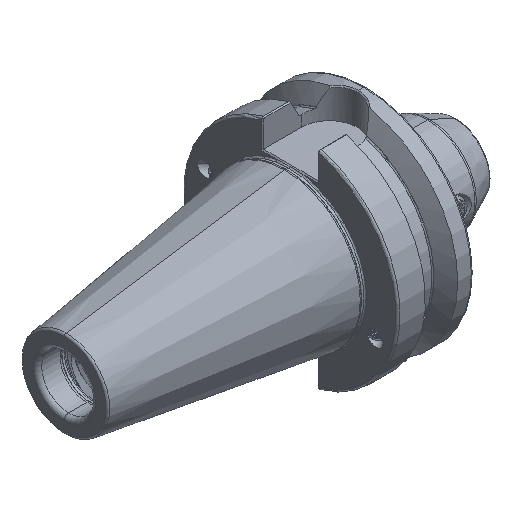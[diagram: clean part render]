
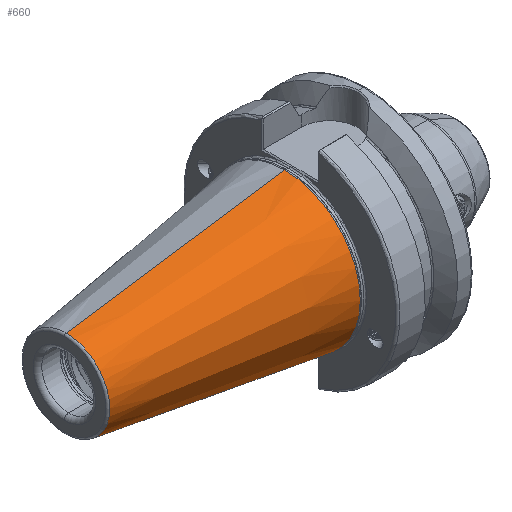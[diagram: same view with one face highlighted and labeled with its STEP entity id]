
A CAD part, isometric view. The second image highlights one B-rep face of the part: STEP entity #660.
In plain terms, the highlighted conical face has half-angle 8.297 degrees and reference radius 34.998 mm.
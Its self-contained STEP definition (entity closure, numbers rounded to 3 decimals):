
#165 = AXIS2_PLACEMENT_3D ( 'NONE', #5667, #5656, #5687 ) ;
#167 = AXIS2_PLACEMENT_3D ( 'NONE', #5766, #5788, #5776 ) ;
#660 = ADVANCED_FACE ( 'NONE', ( #13653 ), #13613, .T. ) ;
#3348 = EDGE_CURVE ( 'NONE', #8307, #8365, #13885, .T. ) ;
#3365 = EDGE_CURVE ( 'NONE', #8329, #8331, #13861, .T. ) ;
#3662 = CARTESIAN_POINT ( 'NONE',  ( -103.944, 0., 20.204 ) ) ;
#3726 = CARTESIAN_POINT ( 'NONE',  ( -103.944, 0., -20.204 ) ) ;
#3738 = CARTESIAN_POINT ( 'NONE',  ( -2.5, 0., -34.998 ) ) ;
#3752 = CARTESIAN_POINT ( 'NONE',  ( -2.5, 0., 34.998 ) ) ;
#5241 = EDGE_CURVE ( 'NONE', #8307, #8329, #8791, .T. ) ;
#5245 = EDGE_CURVE ( 'NONE', #8365, #8331, #8770, .T. ) ;
#5656 = DIRECTION ( 'NONE',  ( 1., 0., 0. ) ) ;
#5667 = CARTESIAN_POINT ( 'NONE',  ( -103.944, 0., 0. ) ) ;
#5687 = DIRECTION ( 'NONE',  ( 0., 0., -1. ) ) ;
#5766 = CARTESIAN_POINT ( 'NONE',  ( -2.5, 0., 0. ) ) ;
#5776 = DIRECTION ( 'NONE',  ( 0., 0., -1. ) ) ;
#5788 = DIRECTION ( 'NONE',  ( 1., 0., 0. ) ) ;
#6739 = CARTESIAN_POINT ( 'NONE',  ( -2.5, 0., -34.998 ) ) ;
#6765 = DIRECTION ( 'NONE',  ( 0.99, 0., -0.144 ) ) ;
#7858 = AXIS2_PLACEMENT_3D ( 'NONE', #11253, #11260, #11247 ) ;
#8307 = VERTEX_POINT ( 'NONE', #3662 ) ;
#8329 = VERTEX_POINT ( 'NONE', #3752 ) ;
#8331 = VERTEX_POINT ( 'NONE', #3738 ) ;
#8365 = VERTEX_POINT ( 'NONE', #3726 ) ;
#8770 = LINE ( 'NONE', #6739, #8805 ) ;
#8791 = LINE ( 'NONE', #9724, #8793 ) ;
#8793 = VECTOR ( 'NONE', #9717, 1000. ) ;
#8805 = VECTOR ( 'NONE', #6765, 1000. ) ;
#9717 = DIRECTION ( 'NONE',  ( 0.99, 0., 0.144 ) ) ;
#9724 = CARTESIAN_POINT ( 'NONE',  ( -2.5, 0., 34.998 ) ) ;
#11247 = DIRECTION ( 'NONE',  ( 0., 0., -1. ) ) ;
#11253 = CARTESIAN_POINT ( 'NONE',  ( -2.5, 0., 0. ) ) ;
#11260 = DIRECTION ( 'NONE',  ( 1., 0., 0. ) ) ;
#13613 = CONICAL_SURFACE ( 'NONE', #7858, 34.998, 0.145 ) ;
#13653 = FACE_OUTER_BOUND ( 'NONE', #14350, .T. ) ;
#13861 = CIRCLE ( 'NONE', #167, 34.998 ) ;
#13885 = CIRCLE ( 'NONE', #165, 20.204 ) ;
#14042 = ORIENTED_EDGE ( 'NONE', *, *, #5245, .T. ) ;
#14043 = ORIENTED_EDGE ( 'NONE', *, *, #5241, .F. ) ;
#14055 = ORIENTED_EDGE ( 'NONE', *, *, #3365, .F. ) ;
#14069 = ORIENTED_EDGE ( 'NONE', *, *, #3348, .T. ) ;
#14350 = EDGE_LOOP ( 'NONE', ( #14043, #14069, #14042, #14055 ) ) ;
